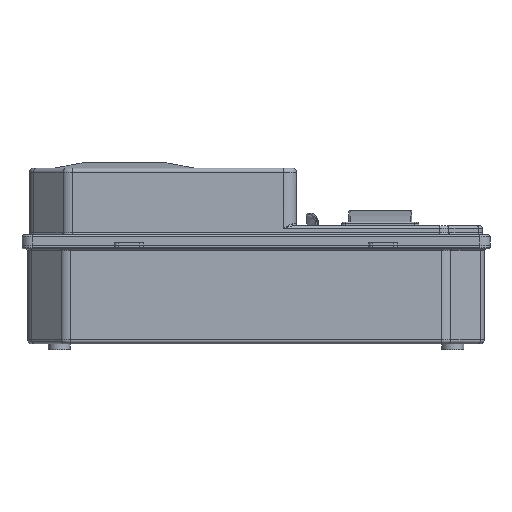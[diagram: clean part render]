
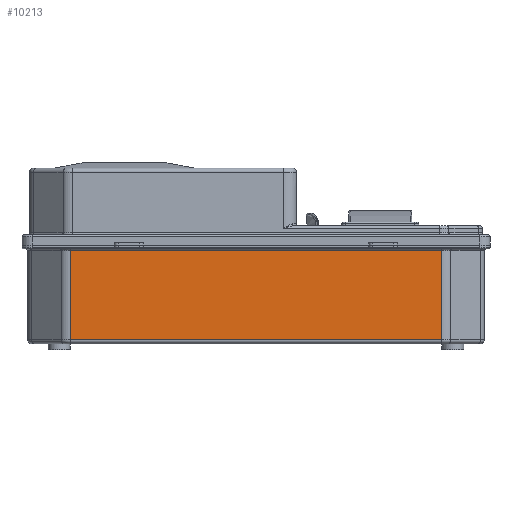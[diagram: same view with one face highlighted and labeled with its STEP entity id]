
A CAD part, left-side view. The second image highlights one B-rep face of the part: STEP entity #10213.
In plain terms, the highlighted planar face has unit normal (-1, 0, 0).
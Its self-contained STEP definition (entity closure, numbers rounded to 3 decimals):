
#91 = LINE ( 'NONE', #3110, #2889 ) ;
#1479 = VERTEX_POINT ( 'NONE', #7135 ) ;
#2053 = CARTESIAN_POINT ( 'NONE',  ( -95.5, -144.858, 77. ) ) ;
#2181 = EDGE_CURVE ( 'NONE', #7229, #17305, #91, .T. ) ;
#2329 = EDGE_LOOP ( 'NONE', ( #16067, #9148, #12913, #10011 ) ) ;
#2889 = VECTOR ( 'NONE', #3073, 1000. ) ;
#3073 = DIRECTION ( 'NONE',  ( 0., 0., 1. ) ) ;
#3110 = CARTESIAN_POINT ( 'NONE',  ( -95.5, -144.858, 78.5 ) ) ;
#3256 = DIRECTION ( 'NONE',  ( 0., 1., 0. ) ) ;
#3796 = VECTOR ( 'NONE', #3256, 1000. ) ;
#4079 = CARTESIAN_POINT ( 'NONE',  ( -95.5, 144.858, 77. ) ) ;
#5712 = CARTESIAN_POINT ( 'NONE',  ( -95.5, 0., 78.5 ) ) ;
#5766 = DIRECTION ( 'NONE',  ( 0., 0., -1. ) ) ;
#6718 = FACE_OUTER_BOUND ( 'NONE', #2329, .T. ) ;
#6760 = CARTESIAN_POINT ( 'NONE',  ( -95.5, 0., 7.5 ) ) ;
#7135 = CARTESIAN_POINT ( 'NONE',  ( -95.5, 144.858, 7.5 ) ) ;
#7229 = VERTEX_POINT ( 'NONE', #16212 ) ;
#7363 = LINE ( 'NONE', #16457, #17821 ) ;
#8215 = DIRECTION ( 'NONE',  ( 0., 0., -1. ) ) ;
#9148 = ORIENTED_EDGE ( 'NONE', *, *, #17198, .T. ) ;
#10011 = ORIENTED_EDGE ( 'NONE', *, *, #14662, .T. ) ;
#10213 = ADVANCED_FACE ( 'NONE', ( #6718 ), #12771, .F. ) ;
#11137 = VERTEX_POINT ( 'NONE', #4079 ) ;
#11668 = CARTESIAN_POINT ( 'NONE',  ( -95.5, 0., 77. ) ) ;
#12444 = LINE ( 'NONE', #6760, #15222 ) ;
#12771 = PLANE ( 'NONE',  #16968 ) ;
#12913 = ORIENTED_EDGE ( 'NONE', *, *, #15475, .T. ) ;
#14174 = DIRECTION ( 'NONE',  ( 1., 0., 0. ) ) ;
#14662 = EDGE_CURVE ( 'NONE', #1479, #7229, #12444, .T. ) ;
#15222 = VECTOR ( 'NONE', #16418, 1000. ) ;
#15369 = LINE ( 'NONE', #11668, #3796 ) ;
#15475 = EDGE_CURVE ( 'NONE', #11137, #1479, #7363, .T. ) ;
#16067 = ORIENTED_EDGE ( 'NONE', *, *, #2181, .T. ) ;
#16212 = CARTESIAN_POINT ( 'NONE',  ( -95.5, -144.858, 7.5 ) ) ;
#16418 = DIRECTION ( 'NONE',  ( 0., -1., 0. ) ) ;
#16457 = CARTESIAN_POINT ( 'NONE',  ( -95.5, 144.858, 78.5 ) ) ;
#16968 = AXIS2_PLACEMENT_3D ( 'NONE', #5712, #14174, #5766 ) ;
#17198 = EDGE_CURVE ( 'NONE', #17305, #11137, #15369, .T. ) ;
#17305 = VERTEX_POINT ( 'NONE', #2053 ) ;
#17821 = VECTOR ( 'NONE', #8215, 1000. ) ;
